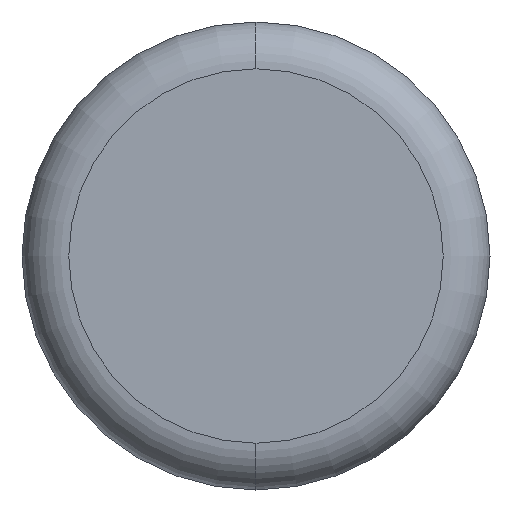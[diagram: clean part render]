
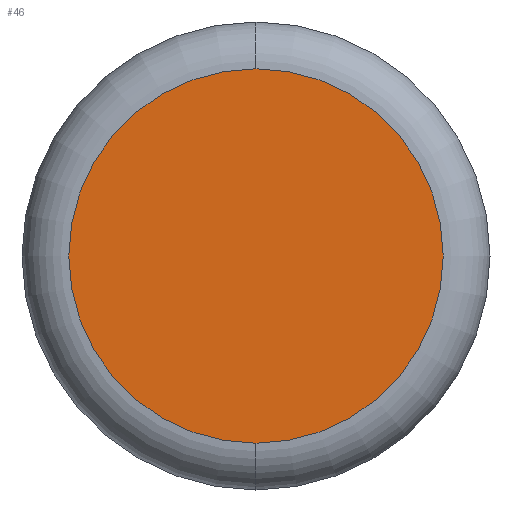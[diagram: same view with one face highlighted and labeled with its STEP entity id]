
A CAD part, left-side view. The second image highlights one B-rep face of the part: STEP entity #46.
In plain terms, the highlighted planar face has unit normal (-1, 0, 0).
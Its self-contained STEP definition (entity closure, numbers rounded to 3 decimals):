
#2 = CARTESIAN_POINT ( 'NONE',  ( 0., 0., 0. ) ) ;
#42 = DIRECTION ( 'NONE',  ( -1., 0., 0. ) ) ;
#46 = ADVANCED_FACE ( 'NONE', ( #452 ), #79, .F. ) ;
#58 = AXIS2_PLACEMENT_3D ( 'NONE', #265, #438, #416 ) ;
#70 = VERTEX_POINT ( 'NONE', #427 ) ;
#79 = PLANE ( 'NONE',  #439 ) ;
#102 = EDGE_CURVE ( 'NONE', #70, #255, #457, .T. ) ;
#176 = ORIENTED_EDGE ( 'NONE', *, *, #102, .T. ) ;
#229 = DIRECTION ( 'NONE',  ( 1., 0., 0. ) ) ;
#233 = CARTESIAN_POINT ( 'NONE',  ( 0., 0., 0. ) ) ;
#238 = EDGE_LOOP ( 'NONE', ( #470, #176 ) ) ;
#255 = VERTEX_POINT ( 'NONE', #322 ) ;
#265 = CARTESIAN_POINT ( 'NONE',  ( 0., 0., 0. ) ) ;
#267 = DIRECTION ( 'NONE',  ( 0., 0., -1. ) ) ;
#268 = AXIS2_PLACEMENT_3D ( 'NONE', #2, #42, #420 ) ;
#322 = CARTESIAN_POINT ( 'NONE',  ( 0., 0., 4. ) ) ;
#393 = EDGE_CURVE ( 'NONE', #255, #70, #490, .T. ) ;
#416 = DIRECTION ( 'NONE',  ( 0., 0., 1. ) ) ;
#420 = DIRECTION ( 'NONE',  ( 0., 0., 1. ) ) ;
#427 = CARTESIAN_POINT ( 'NONE',  ( 0., 0., -4. ) ) ;
#438 = DIRECTION ( 'NONE',  ( -1., 0., 0. ) ) ;
#439 = AXIS2_PLACEMENT_3D ( 'NONE', #233, #229, #267 ) ;
#452 = FACE_OUTER_BOUND ( 'NONE', #238, .T. ) ;
#457 = CIRCLE ( 'NONE', #268, 4. ) ;
#470 = ORIENTED_EDGE ( 'NONE', *, *, #393, .T. ) ;
#490 = CIRCLE ( 'NONE', #58, 4. ) ;
